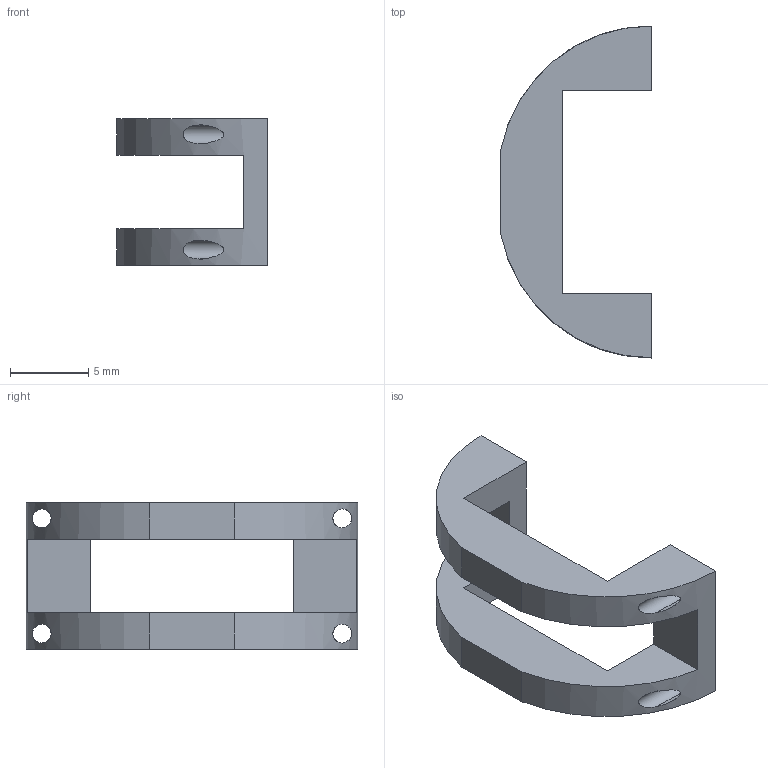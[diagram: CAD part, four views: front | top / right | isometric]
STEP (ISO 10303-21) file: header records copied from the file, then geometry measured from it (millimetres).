
FILE_DESCRIPTION (( 'STEP AP214' ), '1' );
FILE_NAME ('OrtaBacakServoTutucu1XYZ.STEP', '2020-11-25T13:36:26', ( '' ), ( '' ), 'SwSTEP 2.0', 'SolidWorks 2018', '' );
FILE_SCHEMA (( 'AUTOMOTIVE_DESIGN' ));
Length unit declared in the file: millimetre
Products named in the file (1): OrtaBacakServoTutucu1XYZ
Bounding box: 9.62 x 21.23 x 9.38 mm (x, y, z)
Volume: 469.5 mm3; surface area: 800.9 mm2
Topology: 1 solids, 1 shells, 24 faces, 72 edges, 48 vertices
Faces by surface type: plane 14, cylinder 10
Entity records: 1010 total; most frequent: CARTESIAN_POINT 305, ORIENTED_EDGE 144, DIRECTION 130, EDGE_CURVE 72, VERTEX_POINT 48, VECTOR 48, LINE 48, AXIS2_PLACEMENT_3D 41
